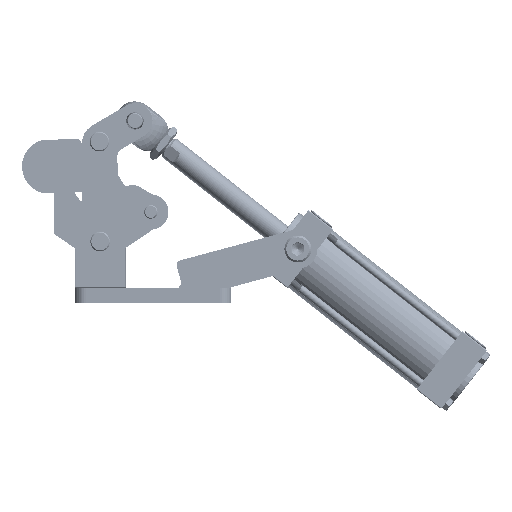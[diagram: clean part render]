
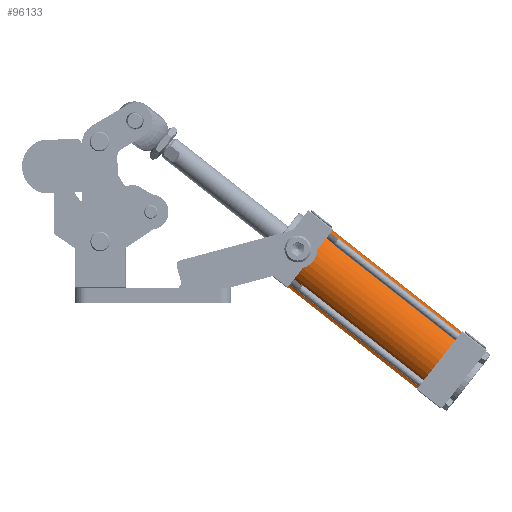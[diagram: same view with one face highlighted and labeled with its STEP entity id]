
A CAD part, front view. The second image highlights one B-rep face of the part: STEP entity #96133.
In plain terms, the highlighted cylindrical face has radius 18.5 mm (diameter 37 mm), a partial arc.
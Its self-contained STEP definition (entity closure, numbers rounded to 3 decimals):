
#4068 = ORIENTED_EDGE ( 'NONE', *, *, #56703, .T. ) ;
#4492 = DIRECTION ( 'NONE',  ( 0., 0., -1. ) ) ;
#5128 = CIRCLE ( 'NONE', #56011, 18.5 ) ;
#6488 = CARTESIAN_POINT ( 'NONE',  ( 0., 103., -18.5 ) ) ;
#9192 = ORIENTED_EDGE ( 'NONE', *, *, #41139, .F. ) ;
#11656 = DIRECTION ( 'NONE',  ( 0., -1., 0. ) ) ;
#13915 = VERTEX_POINT ( 'NONE', #88784 ) ;
#14965 = LINE ( 'NONE', #32167, #58090 ) ;
#18345 = CARTESIAN_POINT ( 'NONE',  ( 0., 19., 0. ) ) ;
#19860 = CARTESIAN_POINT ( 'NONE',  ( 0., 103., 18.5 ) ) ;
#23985 = VECTOR ( 'NONE', #11656, 1000. ) ;
#24188 = VERTEX_POINT ( 'NONE', #49238 ) ;
#26561 = DIRECTION ( 'NONE',  ( 0., 0., 1. ) ) ;
#29093 = DIRECTION ( 'NONE',  ( 0., -1., 0. ) ) ;
#29948 = CARTESIAN_POINT ( 'NONE',  ( 0., 103., 0. ) ) ;
#32167 = CARTESIAN_POINT ( 'NONE',  ( 0., 103., -18.5 ) ) ;
#37270 = CARTESIAN_POINT ( 'NONE',  ( 0., 103., 0. ) ) ;
#38130 = DIRECTION ( 'NONE',  ( 0., 0., 1. ) ) ;
#39044 = FACE_OUTER_BOUND ( 'NONE', #82950, .T. ) ;
#39596 = ORIENTED_EDGE ( 'NONE', *, *, #81882, .F. ) ;
#41139 = EDGE_CURVE ( 'NONE', #95181, #13915, #5128, .T. ) ;
#42729 = CARTESIAN_POINT ( 'NONE',  ( 0., 19., 18.5 ) ) ;
#43009 = LINE ( 'NONE', #19860, #23985 ) ;
#46879 = CIRCLE ( 'NONE', #79481, 18.5 ) ;
#49238 = CARTESIAN_POINT ( 'NONE',  ( 0., 19., -18.5 ) ) ;
#56011 = AXIS2_PLACEMENT_3D ( 'NONE', #29948, #86477, #38130 ) ;
#56703 = EDGE_CURVE ( 'NONE', #95181, #24188, #14965, .T. ) ;
#58090 = VECTOR ( 'NONE', #80549, 1000. ) ;
#74989 = DIRECTION ( 'NONE',  ( 0., 1., 0. ) ) ;
#78912 = ORIENTED_EDGE ( 'NONE', *, *, #92742, .T. ) ;
#79481 = AXIS2_PLACEMENT_3D ( 'NONE', #18345, #74989, #26561 ) ;
#80549 = DIRECTION ( 'NONE',  ( 0., -1., 0. ) ) ;
#81882 = EDGE_CURVE ( 'NONE', #13915, #95348, #43009, .T. ) ;
#82950 = EDGE_LOOP ( 'NONE', ( #39596, #9192, #4068, #78912 ) ) ;
#86477 = DIRECTION ( 'NONE',  ( 0., 1., 0. ) ) ;
#88784 = CARTESIAN_POINT ( 'NONE',  ( 0., 103., 18.5 ) ) ;
#92742 = EDGE_CURVE ( 'NONE', #24188, #95348, #46879, .T. ) ;
#95181 = VERTEX_POINT ( 'NONE', #6488 ) ;
#95348 = VERTEX_POINT ( 'NONE', #42729 ) ;
#96133 = ADVANCED_FACE ( 'NONE', ( #39044 ), #98360, .T. ) ;
#98360 = CYLINDRICAL_SURFACE ( 'NONE', #102061, 18.5 ) ;
#102061 = AXIS2_PLACEMENT_3D ( 'NONE', #37270, #29093, #4492 ) ;
